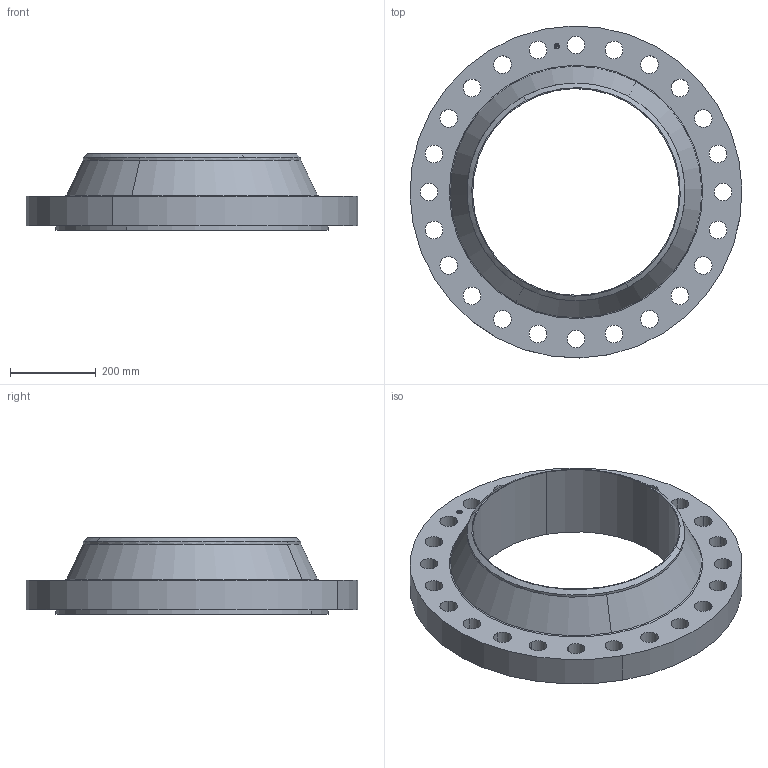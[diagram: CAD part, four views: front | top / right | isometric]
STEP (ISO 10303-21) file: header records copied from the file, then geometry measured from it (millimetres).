
FILE_DESCRIPTION(('3D STEP'),'2;1');
FILE_NAME('20-400-WELD-NECK-RTJ-30-FLANGE.stp','2013-01-27T20:13:18+00:00',('Texas Flange'),(''),'CATIA Version 5 Release 20 SP 6 (IN-10)','CATIA V5 STEP AP214','800-826-3801');
FILE_SCHEMA(('AUTOMOTIVE_DESIGN { 1 0 10303 214 1 1 1 1 }'));
Length unit declared in the file: inch
Products named in the file (1): 20-400-WELD-NECK-RTJ-30-FLANGE
Bounding box: 774.48 x 774.48 x 177.67 mm (x, y, z)
Volume: 23699824.1 mm3; surface area: 1315344.8 mm2
Topology: 1 solids, 1 shells, 461 faces, 1306 edges, 868 vertices
Faces by surface type: plane 371, cylinder 76, cone 8, torus 6
Entity records: 17018 total; most frequent: ORIENTED_EDGE 2612, CARTESIAN_POINT 2565, DIRECTION 2086, EDGE_CURVE 1306, VECTOR 1128, LINE 1128, VERTEX_POINT 868, AXIS2_PLACEMENT_3D 569
